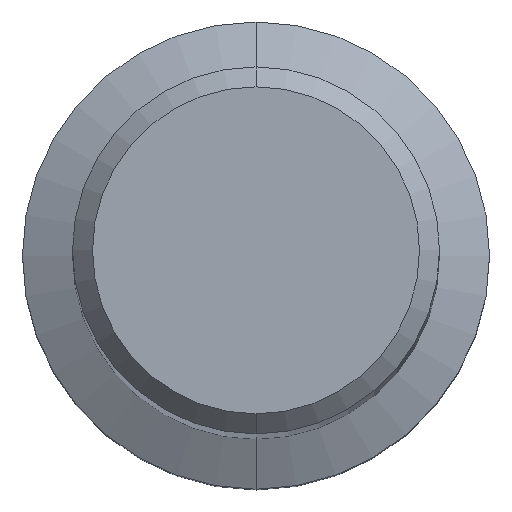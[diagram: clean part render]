
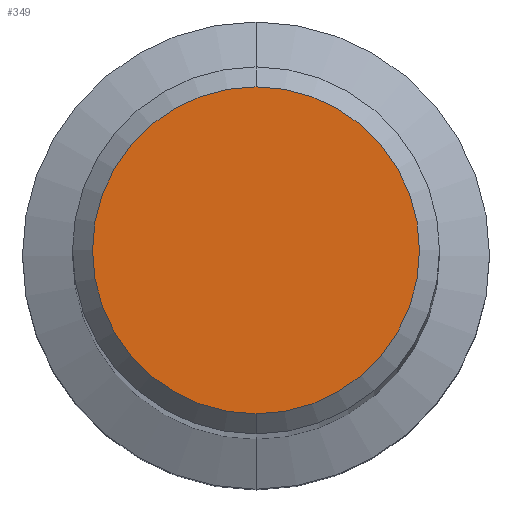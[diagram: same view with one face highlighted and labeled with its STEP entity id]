
A CAD part, top view. The second image highlights one B-rep face of the part: STEP entity #349.
In plain terms, the highlighted planar face has unit normal (0, 0, 1).
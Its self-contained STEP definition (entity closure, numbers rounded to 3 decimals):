
#251=VERTEX_POINT('',#611);
#295=VERTEX_POINT('',#660);
#349=ADVANCED_FACE('',(#721),#722,.T.);
#527=EDGE_CURVE('',#251,#295,#919,.T.);
#531=EDGE_CURVE('',#295,#251,#923,.T.);
#611=CARTESIAN_POINT('',(0.0,4.9,0.0));
#660=CARTESIAN_POINT('',(0.,-4.9,0.0));
#721=FACE_OUTER_BOUND('',#1273,.T.);
#722=PLANE('',#1274);
#919=CIRCLE('',#1661,4.9);
#923=CIRCLE('',#1668,4.9);
#1273=EDGE_LOOP('',(#1866,#1867));
#1274=AXIS2_PLACEMENT_3D('',#1868,#1869,#1870);
#1661=AXIS2_PLACEMENT_3D('',#2098,#2099,#2100);
#1668=AXIS2_PLACEMENT_3D('',#2102,#2103,#2104);
#1866=ORIENTED_EDGE('',*,*,#527,.F.);
#1867=ORIENTED_EDGE('',*,*,#531,.F.);
#1868=CARTESIAN_POINT('',(0.0,2.45,0.0));
#1869=DIRECTION('',(-0.0,0.0,1.0));
#1870=DIRECTION('',(0.0,-1.0,0.0));
#2098=CARTESIAN_POINT('',(0.0,0.0,0.0));
#2099=DIRECTION('',(0.0,0.0,-1.0));
#2100=DIRECTION('',(0.0,1.0,0.0));
#2102=CARTESIAN_POINT('',(0.0,0.0,0.0));
#2103=DIRECTION('',(0.0,0.0,-1.0));
#2104=DIRECTION('',(0.0,1.0,0.0));
